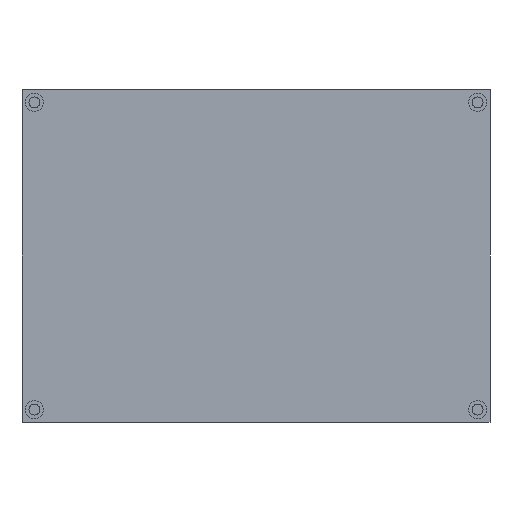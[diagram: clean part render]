
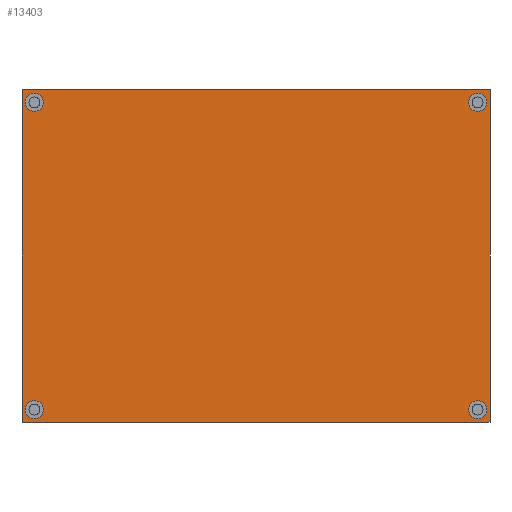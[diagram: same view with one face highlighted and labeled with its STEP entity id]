
A CAD part, front view. The second image highlights one B-rep face of the part: STEP entity #13403.
In plain terms, the highlighted planar face has unit normal (0, -1, 0).
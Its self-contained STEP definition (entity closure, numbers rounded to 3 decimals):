
#92=FACE_BOUND('',#2614,.T.);
#93=FACE_BOUND('',#2615,.T.);
#94=FACE_BOUND('',#2616,.T.);
#95=FACE_BOUND('',#2617,.T.);
#1138=PLANE('',#13970);
#1835=FACE_OUTER_BOUND('',#2613,.T.);
#2613=EDGE_LOOP('',(#12659,#12660,#12661,#12662));
#2614=EDGE_LOOP('',(#12663));
#2615=EDGE_LOOP('',(#12664));
#2616=EDGE_LOOP('',(#12665));
#2617=EDGE_LOOP('',(#12666));
#4175=LINE('',#23128,#5729);
#4178=LINE('',#23134,#5732);
#4181=LINE('',#23140,#5735);
#4184=LINE('',#23144,#5738);
#5729=VECTOR('',#16632,10.);
#5732=VECTOR('',#16637,10.);
#5735=VECTOR('',#16642,10.);
#5738=VECTOR('',#16647,10.);
#5753=CIRCLE('',#13955,2.9);
#5755=CIRCLE('',#13958,2.9);
#5757=CIRCLE('',#13961,2.9);
#5759=CIRCLE('',#13964,2.9);
#7005=VERTEX_POINT('',#23098);
#7007=VERTEX_POINT('',#23104);
#7009=VERTEX_POINT('',#23110);
#7011=VERTEX_POINT('',#23116);
#7015=VERTEX_POINT('',#23125);
#7016=VERTEX_POINT('',#23127);
#7018=VERTEX_POINT('',#23133);
#7020=VERTEX_POINT('',#23139);
#8883=EDGE_CURVE('',#7005,#7005,#5753,.T.);
#8886=EDGE_CURVE('',#7007,#7007,#5755,.T.);
#8889=EDGE_CURVE('',#7009,#7009,#5757,.T.);
#8892=EDGE_CURVE('',#7011,#7011,#5759,.T.);
#8897=EDGE_CURVE('',#7016,#7015,#4175,.T.);
#8900=EDGE_CURVE('',#7018,#7016,#4178,.T.);
#8903=EDGE_CURVE('',#7020,#7018,#4181,.T.);
#8906=EDGE_CURVE('',#7015,#7020,#4184,.T.);
#12659=ORIENTED_EDGE('',*,*,#8906,.T.);
#12660=ORIENTED_EDGE('',*,*,#8903,.T.);
#12661=ORIENTED_EDGE('',*,*,#8900,.T.);
#12662=ORIENTED_EDGE('',*,*,#8897,.T.);
#12663=ORIENTED_EDGE('',*,*,#8883,.T.);
#12664=ORIENTED_EDGE('',*,*,#8886,.T.);
#12665=ORIENTED_EDGE('',*,*,#8889,.T.);
#12666=ORIENTED_EDGE('',*,*,#8892,.T.);
#13403=ADVANCED_FACE('',(#1835,#92,#93,#94,#95),#1138,.T.);
#13955=AXIS2_PLACEMENT_3D('',#23099,#16602,#16603);
#13958=AXIS2_PLACEMENT_3D('',#23105,#16609,#16610);
#13961=AXIS2_PLACEMENT_3D('',#23111,#16616,#16617);
#13964=AXIS2_PLACEMENT_3D('',#23117,#16623,#16624);
#13970=AXIS2_PLACEMENT_3D('',#23145,#16648,#16649);
#16602=DIRECTION('center_axis',(0.,1.,0.));
#16603=DIRECTION('ref_axis',(1.,0.,0.));
#16609=DIRECTION('center_axis',(0.,1.,0.));
#16610=DIRECTION('ref_axis',(1.,0.,0.));
#16616=DIRECTION('center_axis',(0.,1.,0.));
#16617=DIRECTION('ref_axis',(1.,0.,0.));
#16623=DIRECTION('center_axis',(0.,1.,0.));
#16624=DIRECTION('ref_axis',(1.,0.,0.));
#16632=DIRECTION('',(0.,0.,1.));
#16637=DIRECTION('',(1.,0.,0.));
#16642=DIRECTION('',(0.,0.,-1.));
#16647=DIRECTION('',(-1.,0.,0.));
#16648=DIRECTION('center_axis',(0.,-1.,0.));
#16649=DIRECTION('ref_axis',(1.,0.,0.));
#23098=CARTESIAN_POINT('',(68.5,-14.2,-49.5));
#23099=CARTESIAN_POINT('Origin',(71.4,-14.2,-49.5));
#23104=CARTESIAN_POINT('',(-74.3,-14.2,-49.5));
#23105=CARTESIAN_POINT('Origin',(-71.4,-14.2,-49.5));
#23110=CARTESIAN_POINT('',(68.5,-14.2,49.5));
#23111=CARTESIAN_POINT('Origin',(71.4,-14.2,49.5));
#23116=CARTESIAN_POINT('',(-74.3,-14.2,49.5));
#23117=CARTESIAN_POINT('Origin',(-71.4,-14.2,49.5));
#23125=CARTESIAN_POINT('',(75.4,-14.2,53.5));
#23127=CARTESIAN_POINT('',(75.4,-14.2,-53.5));
#23128=CARTESIAN_POINT('',(75.4,-14.2,53.5));
#23133=CARTESIAN_POINT('',(-75.4,-14.2,-53.5));
#23134=CARTESIAN_POINT('',(75.4,-14.2,-53.5));
#23139=CARTESIAN_POINT('',(-75.4,-14.2,53.5));
#23140=CARTESIAN_POINT('',(-75.4,-14.2,-53.5));
#23144=CARTESIAN_POINT('',(-75.4,-14.2,53.5));
#23145=CARTESIAN_POINT('Origin',(0.,-14.2,0.));
